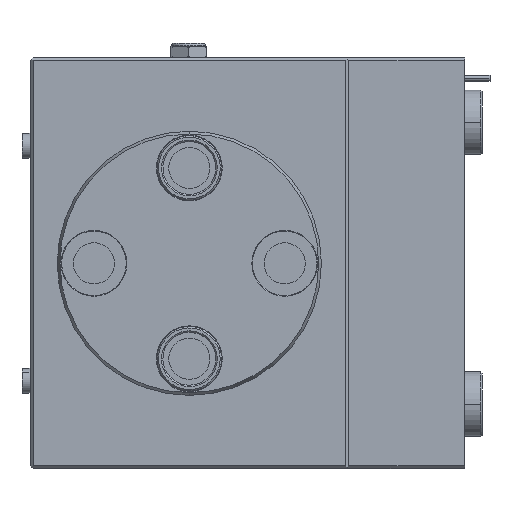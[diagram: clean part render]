
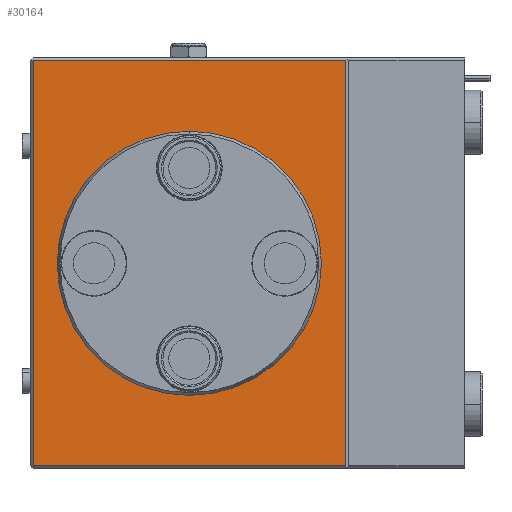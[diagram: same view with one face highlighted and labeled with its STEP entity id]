
A CAD part, left-side view. The second image highlights one B-rep face of the part: STEP entity #30164.
In plain terms, the highlighted face is planar.
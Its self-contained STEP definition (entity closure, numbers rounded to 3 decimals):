
#1334 = CARTESIAN_POINT ( 'NONE',  ( 0., 0., 18. ) ) ;
#1700 = DIRECTION ( 'NONE',  ( -1., 0., 0. ) ) ;
#2082 = CARTESIAN_POINT ( 'NONE',  ( -45., 0., 18. ) ) ;
#2794 = VERTEX_POINT ( 'NONE', #23668 ) ;
#4176 = EDGE_LOOP ( 'NONE', ( #16714, #50248 ) ) ;
#4264 = EDGE_LOOP ( 'NONE', ( #33697, #28412, #23455, #35170 ) ) ;
#5335 = CARTESIAN_POINT ( 'NONE',  ( 0., 53.25, 18. ) ) ;
#9520 = CIRCLE ( 'NONE', #15635, 45. ) ;
#10946 = VERTEX_POINT ( 'NONE', #41746 ) ;
#12404 = LINE ( 'NONE', #30877, #31695 ) ;
#14045 = VECTOR ( 'NONE', #45881, 1000. ) ;
#14481 = EDGE_CURVE ( 'NONE', #36701, #24268, #52158, .T. ) ;
#14508 = DIRECTION ( 'NONE',  ( 1., 0., 0. ) ) ;
#15192 = PLANE ( 'NONE',  #35878 ) ;
#15635 = AXIS2_PLACEMENT_3D ( 'NONE', #24167, #20209, #40987 ) ;
#15986 = DIRECTION ( 'NONE',  ( 0., 1., 0. ) ) ;
#16607 = EDGE_CURVE ( 'NONE', #50139, #2794, #16912, .T. ) ;
#16714 = ORIENTED_EDGE ( 'NONE', *, *, #51249, .F. ) ;
#16912 = LINE ( 'NONE', #28445, #45215 ) ;
#20045 = FACE_OUTER_BOUND ( 'NONE', #4264, .T. ) ;
#20209 = DIRECTION ( 'NONE',  ( 0., 0., 1. ) ) ;
#23455 = ORIENTED_EDGE ( 'NONE', *, *, #36948, .T. ) ;
#23668 = CARTESIAN_POINT ( 'NONE',  ( -69., -53.25, 18. ) ) ;
#24167 = CARTESIAN_POINT ( 'NONE',  ( 0., 0., 18. ) ) ;
#24268 = VERTEX_POINT ( 'NONE', #32390 ) ;
#24996 = LINE ( 'NONE', #5335, #14045 ) ;
#27579 = DIRECTION ( 'NONE',  ( -1., 0., 0. ) ) ;
#27659 = VECTOR ( 'NONE', #15986, 1000. ) ;
#28347 = VERTEX_POINT ( 'NONE', #2082 ) ;
#28412 = ORIENTED_EDGE ( 'NONE', *, *, #14481, .T. ) ;
#28445 = CARTESIAN_POINT ( 'NONE',  ( -69., 0., 18. ) ) ;
#28920 = CARTESIAN_POINT ( 'NONE',  ( 69., 0., 18. ) ) ;
#30164 = ADVANCED_FACE ( 'NONE', ( #20045, #38663 ), #15192, .F. ) ;
#30207 = CIRCLE ( 'NONE', #51589, 45. ) ;
#30877 = CARTESIAN_POINT ( 'NONE',  ( 0., -53.25, 18. ) ) ;
#31534 = CARTESIAN_POINT ( 'NONE',  ( 0., 0., 18. ) ) ;
#31695 = VECTOR ( 'NONE', #14508, 1000. ) ;
#32390 = CARTESIAN_POINT ( 'NONE',  ( 69., 53.25, 18. ) ) ;
#32885 = DIRECTION ( 'NONE',  ( 0., -1., 0. ) ) ;
#33697 = ORIENTED_EDGE ( 'NONE', *, *, #47879, .T. ) ;
#34105 = DIRECTION ( 'NONE',  ( 0., 0., 1. ) ) ;
#35170 = ORIENTED_EDGE ( 'NONE', *, *, #16607, .T. ) ;
#35878 = AXIS2_PLACEMENT_3D ( 'NONE', #31534, #52265, #27579 ) ;
#36350 = CARTESIAN_POINT ( 'NONE',  ( -69., 53.25, 18. ) ) ;
#36701 = VERTEX_POINT ( 'NONE', #42425 ) ;
#36948 = EDGE_CURVE ( 'NONE', #24268, #50139, #24996, .T. ) ;
#38663 = FACE_BOUND ( 'NONE', #4176, .T. ) ;
#40987 = DIRECTION ( 'NONE',  ( -1., 0., 0. ) ) ;
#41746 = CARTESIAN_POINT ( 'NONE',  ( 45., 0., 18. ) ) ;
#42425 = CARTESIAN_POINT ( 'NONE',  ( 69., -53.25, 18. ) ) ;
#43900 = EDGE_CURVE ( 'NONE', #10946, #28347, #30207, .T. ) ;
#45215 = VECTOR ( 'NONE', #32885, 1000. ) ;
#45881 = DIRECTION ( 'NONE',  ( -1., 0., 0. ) ) ;
#47879 = EDGE_CURVE ( 'NONE', #2794, #36701, #12404, .T. ) ;
#50139 = VERTEX_POINT ( 'NONE', #36350 ) ;
#50248 = ORIENTED_EDGE ( 'NONE', *, *, #43900, .F. ) ;
#51249 = EDGE_CURVE ( 'NONE', #28347, #10946, #9520, .T. ) ;
#51589 = AXIS2_PLACEMENT_3D ( 'NONE', #1334, #34105, #1700 ) ;
#52158 = LINE ( 'NONE', #28920, #27659 ) ;
#52265 = DIRECTION ( 'NONE',  ( 0., 0., -1. ) ) ;
